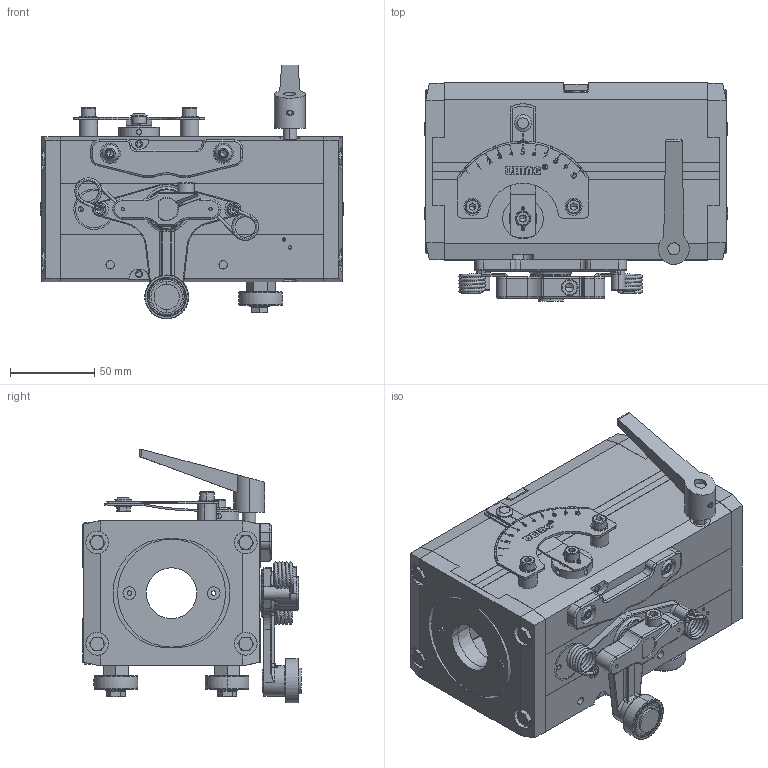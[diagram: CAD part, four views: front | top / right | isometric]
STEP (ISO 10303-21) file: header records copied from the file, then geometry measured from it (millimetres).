
FILE_DESCRIPTION (( 'STEP AP214' ), '1' );
FILE_NAME ('RG4-30-2MCRF Drehrichtung links.STEP', '2019-10-18T05:19:09', ( '' ), ( '' ), 'SwSTEP 2.0', 'SolidWorks 2019', '' );
FILE_SCHEMA (( 'AUTOMOTIVE_DESIGN' ));
Length unit declared in the file: millimetre
Products named in the file (1): RG4-30-2MCRF Drehrichtung links
Bounding box: 180 x 129.3 x 150.33 mm (x, y, z)
Volume: 725129.1 mm3; surface area: 298978.7 mm2
Topology: 100 solids, 100 shells, 3871 faces, 9914 edges, 6234 vertices
Faces by surface type: plane 1770, cylinder 1283, cone 440, bspline 167, torus 145, sphere 66
Entity records: 170871 total; most frequent: CARTESIAN_POINT 33522, DIRECTION 19693, ORIENTED_EDGE 19532, EDGE_CURVE 9766, AXIS2_PLACEMENT_3D 7192, VERTEX_POINT 6229, LINE 5309, VECTOR 5309
